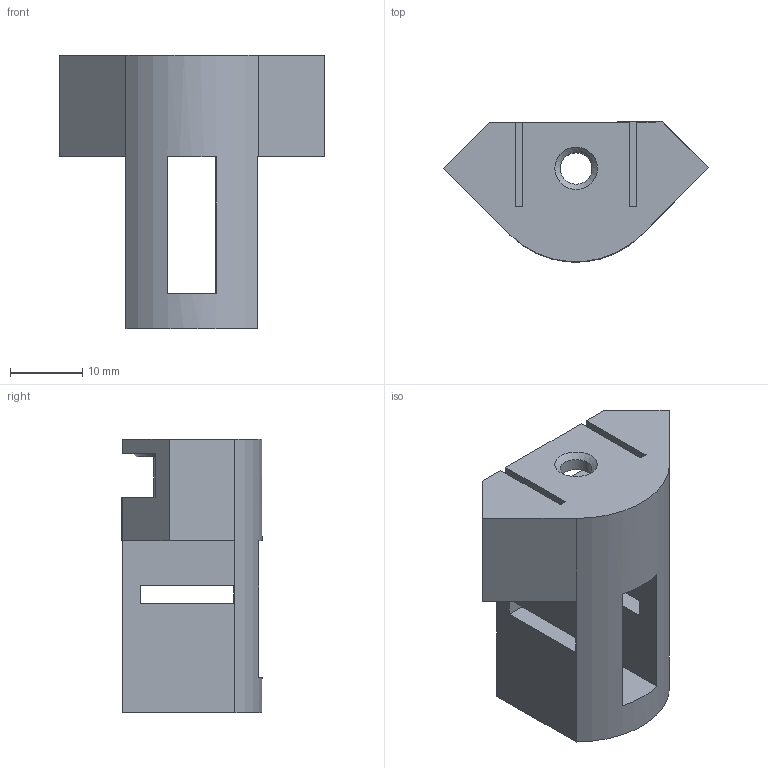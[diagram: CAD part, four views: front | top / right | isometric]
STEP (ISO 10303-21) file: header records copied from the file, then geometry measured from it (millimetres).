
FILE_DESCRIPTION(('HOOPS Exchange Step'),'2;1');
FILE_NAME('temp_export','2023-05-03T22:30:26+19:00',('mjohnson'),('Shapr3D Limited'),'HOOPS Exchange 2022.2','Shapr3D','Authorized');
FILE_SCHEMA( ('AUTOMOTIVE_DESIGN { 1 0 10303 214 1 1 1 1 }') );
Length unit declared in the file: millimetre
Products named in the file (2): Bed Mounted Z-Switch v02 (recreated).step; root
Assembly tree (1 placements, depth 2):
  root
    Bed Mounted Z-Switch v02 (recreated).step
Bounding box: 36.73 x 19.43 x 38 mm (x, y, z)
Volume: 9324.3 mm3; surface area: 5771.7 mm2
Topology: 1 solids, 1 shells, 51 faces, 140 edges, 93 vertices
Faces by surface type: plane 39, cylinder 6, cone 4, bspline 1, sphere 1
Full cylindrical faces by diameter (mm): 4.4 x1, 4.401 x2, 9.8 x1
Entity records: 1772 total; most frequent: CARTESIAN_POINT 383, ORIENTED_EDGE 280, DIRECTION 266, EDGE_CURVE 140, VECTOR 106, LINE 106, VERTEX_POINT 93, AXIS2_PLACEMENT_3D 80
